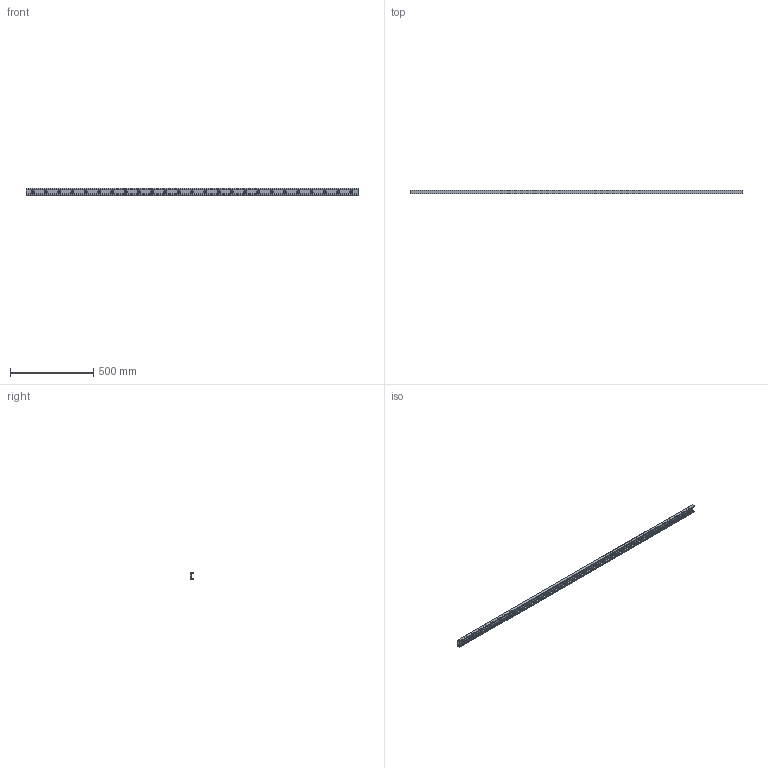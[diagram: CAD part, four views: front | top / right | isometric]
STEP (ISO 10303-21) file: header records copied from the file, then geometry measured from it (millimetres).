
FILE_DESCRIPTION((''),'2;1');
FILE_NAME('LCX 43-2000.C.stp','2016-04-28T09:32:19',('MRathmann'),(''),'Autodesk Inventor 2012','Autodesk Inventor 2012','');
FILE_SCHEMA(('CONFIG_CONTROL_DESIGN'));
Length unit declared in the file: millimetre
Products named in the file (1): LCX 43-2000.C
Bounding box: 2000 x 21 x 43 mm (x, y, z)
Volume: 675022.1 mm3; surface area: 320637.1 mm2
Topology: 1 solids, 1 shells, 103 faces, 253 edges, 177 vertices
Faces by surface type: cylinder 63, plane 40
Full cylindrical faces by diameter (mm): 10.5 x25, 18 x25
Entity records: 2784 total; most frequent: DIRECTION 512, CARTESIAN_POINT 434, ORIENTED_EDGE 356, AXIS2_PLACEMENT_3D 230, EDGE_LOOP 228, EDGE_CURVE 178, VERTEX_POINT 152, CIRCLE 126
